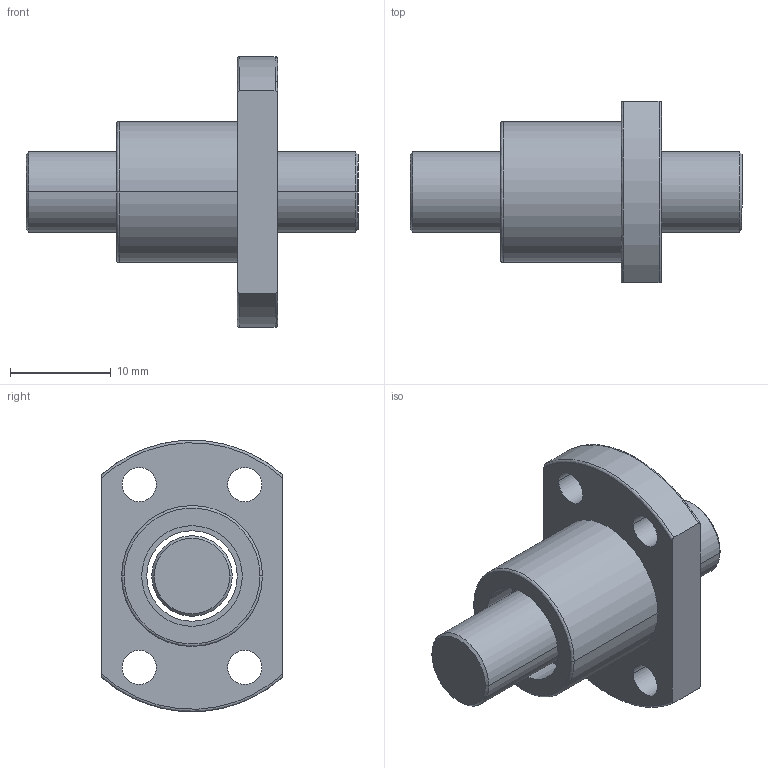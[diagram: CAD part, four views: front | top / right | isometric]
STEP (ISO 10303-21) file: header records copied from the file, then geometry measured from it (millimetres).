
FILE_DESCRIPTION (( 'STEP AP214' ), '1' );
FILE_NAME ('SFK0801.STEP', '2017-09-19T13:30:25', ( 'Addtech' ), ( 'Addtech' ), 'SwSTEP 2.0', 'SolidWorks 2017', '' );
FILE_SCHEMA (( 'AUTOMOTIVE_DESIGN' ));
Length unit declared in the file: millimetre
Products named in the file (1): SFK0801
Bounding box: 33 x 18 x 26.94 mm (x, y, z)
Volume: 4026.7 mm3; surface area: 3094.5 mm2
Topology: 2 solids, 2 shells, 39 faces, 90 edges, 58 vertices
Faces by surface type: cylinder 20, plane 9, bspline 6, cone 4
Entity records: 1381 total; most frequent: CARTESIAN_POINT 440, DIRECTION 190, ORIENTED_EDGE 180, EDGE_CURVE 90, AXIS2_PLACEMENT_3D 80, VERTEX_POINT 58, EDGE_LOOP 52, CIRCLE 46
